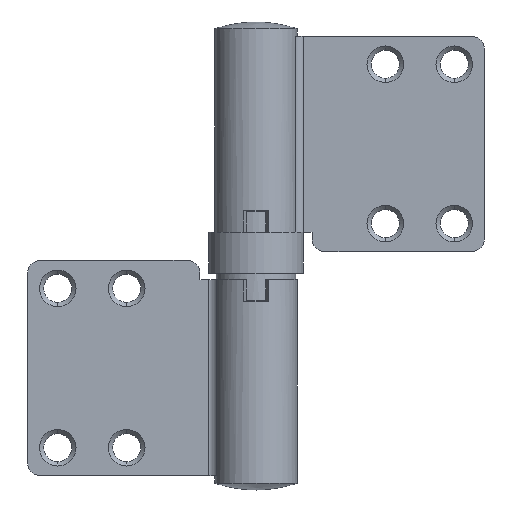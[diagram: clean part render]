
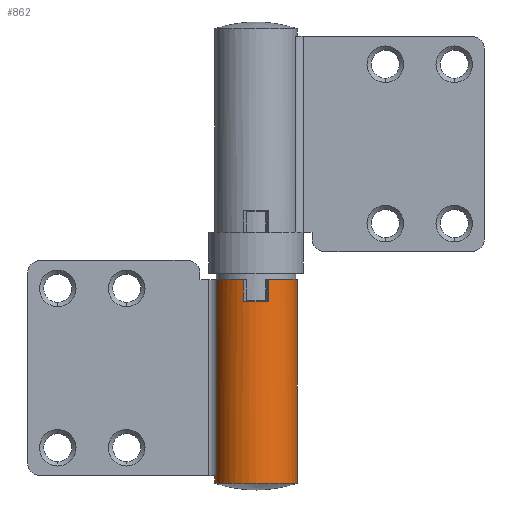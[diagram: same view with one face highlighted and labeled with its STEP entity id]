
A CAD part, front view. The second image highlights one B-rep face of the part: STEP entity #862.
In plain terms, the highlighted cylindrical face has radius 9.55 mm (diameter 19.1 mm), a partial arc.
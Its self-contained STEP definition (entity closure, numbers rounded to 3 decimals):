
#4 = LINE ( 'NONE', #110, #327 ) ;
#7 = LINE ( 'NONE', #115, #330 ) ;
#11 = LINE ( 'NONE', #120, #333 ) ;
#17 = CARTESIAN_POINT ( 'NONE',  ( 9.55, 0., 25. ) ) ;
#18 = DIRECTION ( 'NONE',  ( 0., 0., -1. ) ) ;
#37 = CARTESIAN_POINT ( 'NONE',  ( -9.55, 0., 25. ) ) ;
#38 = DIRECTION ( 'NONE',  ( 0., 0., -1. ) ) ;
#44 = CARTESIAN_POINT ( 'NONE',  ( 0., 0., -20.5 ) ) ;
#45 = DIRECTION ( 'NONE',  ( 0., 0., 1. ) ) ;
#46 = DIRECTION ( 'NONE',  ( 1., 0., 0. ) ) ;
#49 = CARTESIAN_POINT ( 'NONE',  ( 0., 0., 25. ) ) ;
#50 = DIRECTION ( 'NONE',  ( 0., 0., -1. ) ) ;
#51 = DIRECTION ( 'NONE',  ( -1., 0., 0. ) ) ;
#107 = CARTESIAN_POINT ( 'NONE',  ( 0., 0., 26.739 ) ) ;
#108 = DIRECTION ( 'NONE',  ( 0., 0., -1. ) ) ;
#109 = DIRECTION ( 'NONE',  ( -1., 0., 0. ) ) ;
#110 = CARTESIAN_POINT ( 'NONE',  ( -3., -9.067, -15.5 ) ) ;
#111 = DIRECTION ( 'NONE',  ( 0., 0., -1. ) ) ;
#112 = CARTESIAN_POINT ( 'NONE',  ( 0., 0., -15.5 ) ) ;
#113 = DIRECTION ( 'NONE',  ( 0., 0., -1. ) ) ;
#114 = DIRECTION ( 'NONE',  ( 1., 0., 0. ) ) ;
#115 = CARTESIAN_POINT ( 'NONE',  ( 3., -9.067, -15.5 ) ) ;
#116 = DIRECTION ( 'NONE',  ( 0., 0., -1. ) ) ;
#117 = CARTESIAN_POINT ( 'NONE',  ( 0., 0., -20.5 ) ) ;
#118 = DIRECTION ( 'NONE',  ( 0., 0., 1. ) ) ;
#119 = DIRECTION ( 'NONE',  ( 1., 0., 0. ) ) ;
#120 = CARTESIAN_POINT ( 'NONE',  ( 9.101, -2.894, 25. ) ) ;
#121 = DIRECTION ( 'NONE',  ( 0., 0., 1. ) ) ;
#226 = CARTESIAN_POINT ( 'NONE',  ( -9.55, 0., 26.739 ) ) ;
#238 = CARTESIAN_POINT ( 'NONE',  ( 9.55, 0., 26.739 ) ) ;
#277 = CARTESIAN_POINT ( 'NONE',  ( -3., -9.067, -20.5 ) ) ;
#283 = CARTESIAN_POINT ( 'NONE',  ( -9.55, 0., -20.5 ) ) ;
#315 = CIRCLE ( 'NONE', #325, 9.55 ) ;
#317 = CIRCLE ( 'NONE', #328, 9.55 ) ;
#319 = CIRCLE ( 'NONE', #331, 9.55 ) ;
#325 = AXIS2_PLACEMENT_3D ( 'NONE', #107, #108, #109 ) ;
#327 = VECTOR ( 'NONE', #111, 1000. ) ;
#328 = AXIS2_PLACEMENT_3D ( 'NONE', #112, #113, #114 ) ;
#330 = VECTOR ( 'NONE', #116, 1000. ) ;
#331 = AXIS2_PLACEMENT_3D ( 'NONE', #117, #118, #119 ) ;
#333 = VECTOR ( 'NONE', #121, 1000. ) ;
#466 = VECTOR ( 'NONE', #18, 1000. ) ;
#478 = VECTOR ( 'NONE', #38, 1000. ) ;
#480 = CIRCLE ( 'NONE', #482, 9.55 ) ;
#482 = AXIS2_PLACEMENT_3D ( 'NONE', #44, #45, #46 ) ;
#483 = CIRCLE ( 'NONE', #485, 9.55 ) ;
#485 = AXIS2_PLACEMENT_3D ( 'NONE', #49, #50, #51 ) ;
#780 = AXIS2_PLACEMENT_3D ( 'NONE', #2544, #2543, #2545 ) ;
#862 = ADVANCED_FACE ( 'NONE', ( #3718 ), #3620, .T. ) ;
#1311 = CARTESIAN_POINT ( 'NONE',  ( 3., -9.067, -15.5 ) ) ;
#1314 = CARTESIAN_POINT ( 'NONE',  ( 3., -9.067, -20.5 ) ) ;
#1315 = CARTESIAN_POINT ( 'NONE',  ( 9.55, 0., 25. ) ) ;
#1329 = CARTESIAN_POINT ( 'NONE',  ( 9.101, -2.894, -20.5 ) ) ;
#1334 = CARTESIAN_POINT ( 'NONE',  ( -3., -9.067, -15.5 ) ) ;
#1360 = CARTESIAN_POINT ( 'NONE',  ( 9.101, -2.894, 25. ) ) ;
#2388 = EDGE_CURVE ( 'NONE', #3127, #3575, #2455, .T. ) ;
#2396 = EDGE_CURVE ( 'NONE', #3115, #3534, #2447, .T. ) ;
#2399 = EDGE_CURVE ( 'NONE', #3534, #3516, #480, .T. ) ;
#2401 = EDGE_CURVE ( 'NONE', #3575, #3734, #483, .T. ) ;
#2425 = EDGE_CURVE ( 'NONE', #3127, #3115, #315, .T. ) ;
#2426 = EDGE_CURVE ( 'NONE', #3650, #3516, #4, .T. ) ;
#2427 = EDGE_CURVE ( 'NONE', #3562, #3650, #317, .T. ) ;
#2428 = EDGE_CURVE ( 'NONE', #3562, #3572, #7, .T. ) ;
#2429 = EDGE_CURVE ( 'NONE', #3572, #3631, #319, .T. ) ;
#2430 = EDGE_CURVE ( 'NONE', #3631, #3734, #11, .T. ) ;
#2447 = LINE ( 'NONE', #37, #478 ) ;
#2455 = LINE ( 'NONE', #17, #466 ) ;
#2543 = DIRECTION ( 'NONE',  ( 0., 0., -1. ) ) ;
#2544 = CARTESIAN_POINT ( 'NONE',  ( 0., 0., 25. ) ) ;
#2545 = DIRECTION ( 'NONE',  ( -1., 0., 0. ) ) ;
#3115 = VERTEX_POINT ( 'NONE', #226 ) ;
#3127 = VERTEX_POINT ( 'NONE', #238 ) ;
#3221 = ORIENTED_EDGE ( 'NONE', *, *, #2427, .F. ) ;
#3222 = ORIENTED_EDGE ( 'NONE', *, *, #2429, .T. ) ;
#3223 = ORIENTED_EDGE ( 'NONE', *, *, #2430, .T. ) ;
#3224 = ORIENTED_EDGE ( 'NONE', *, *, #2401, .F. ) ;
#3228 = ORIENTED_EDGE ( 'NONE', *, *, #2388, .F. ) ;
#3229 = ORIENTED_EDGE ( 'NONE', *, *, #2396, .T. ) ;
#3230 = ORIENTED_EDGE ( 'NONE', *, *, #2425, .T. ) ;
#3231 = ORIENTED_EDGE ( 'NONE', *, *, #2426, .F. ) ;
#3232 = ORIENTED_EDGE ( 'NONE', *, *, #2399, .T. ) ;
#3233 = ORIENTED_EDGE ( 'NONE', *, *, #2428, .T. ) ;
#3499 = EDGE_LOOP ( 'NONE', ( #3228, #3230, #3229, #3232, #3231, #3221, #3233, #3222, #3223, #3224 ) ) ;
#3516 = VERTEX_POINT ( 'NONE', #277 ) ;
#3534 = VERTEX_POINT ( 'NONE', #283 ) ;
#3562 = VERTEX_POINT ( 'NONE', #1311 ) ;
#3572 = VERTEX_POINT ( 'NONE', #1314 ) ;
#3575 = VERTEX_POINT ( 'NONE', #1315 ) ;
#3620 = CYLINDRICAL_SURFACE ( 'NONE', #780, 9.55 ) ;
#3631 = VERTEX_POINT ( 'NONE', #1329 ) ;
#3650 = VERTEX_POINT ( 'NONE', #1334 ) ;
#3718 = FACE_OUTER_BOUND ( 'NONE', #3499, .T. ) ;
#3734 = VERTEX_POINT ( 'NONE', #1360 ) ;
